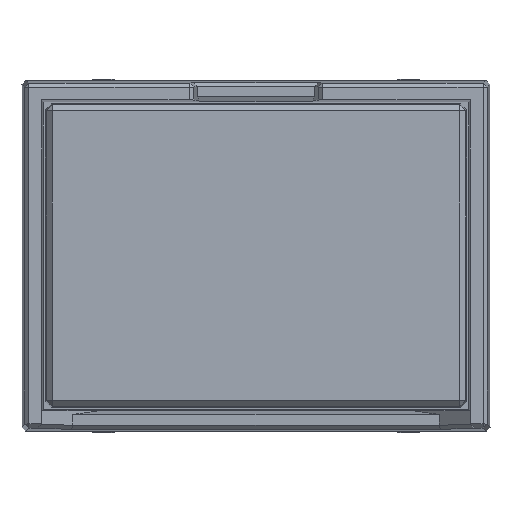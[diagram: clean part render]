
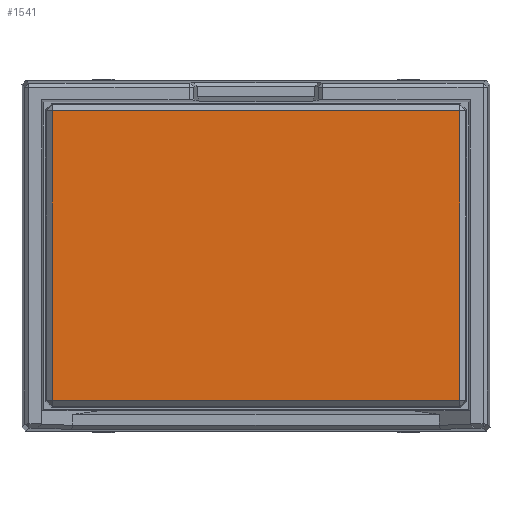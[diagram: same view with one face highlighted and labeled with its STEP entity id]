
A CAD part, top view. The second image highlights one B-rep face of the part: STEP entity #1541.
In plain terms, the highlighted face is planar.
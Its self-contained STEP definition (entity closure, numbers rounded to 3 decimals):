
#129 = VERTEX_POINT ( 'NONE', #12332 ) ;
#581 = VECTOR ( 'NONE', #5697, 1000. ) ;
#1236 = VECTOR ( 'NONE', #7750, 1000. ) ;
#1376 = CARTESIAN_POINT ( 'NONE',  ( 10.396, 0., 0. ) ) ;
#1541 = ADVANCED_FACE ( 'NONE', ( #3251 ), #7571, .F. ) ;
#2195 = DIRECTION ( 'NONE',  ( 0., -1., 0. ) ) ;
#2206 = EDGE_CURVE ( 'NONE', #129, #9594, #12708, .T. ) ;
#2970 = CARTESIAN_POINT ( 'NONE',  ( -10.396, 0., 0. ) ) ;
#3109 = CARTESIAN_POINT ( 'NONE',  ( 10.396, 0., 7.396 ) ) ;
#3241 = CARTESIAN_POINT ( 'NONE',  ( 0., 0., -7.396 ) ) ;
#3251 = FACE_OUTER_BOUND ( 'NONE', #6554, .T. ) ;
#3429 = CARTESIAN_POINT ( 'NONE',  ( 0., 0., 7.396 ) ) ;
#5623 = AXIS2_PLACEMENT_3D ( 'NONE', #11929, #2195, #6510 ) ;
#5697 = DIRECTION ( 'NONE',  ( 0., 0., 1. ) ) ;
#5765 = VERTEX_POINT ( 'NONE', #7726 ) ;
#6510 = DIRECTION ( 'NONE',  ( 0., 0., -1. ) ) ;
#6554 = EDGE_LOOP ( 'NONE', ( #7464, #10123, #9701, #10281 ) ) ;
#7292 = DIRECTION ( 'NONE',  ( 0., 0., -1. ) ) ;
#7464 = ORIENTED_EDGE ( 'NONE', *, *, #8824, .F. ) ;
#7564 = DIRECTION ( 'NONE',  ( 1., 0., 0. ) ) ;
#7571 = PLANE ( 'NONE',  #5623 ) ;
#7726 = CARTESIAN_POINT ( 'NONE',  ( 10.396, 0., -7.396 ) ) ;
#7750 = DIRECTION ( 'NONE',  ( 1., 0., 0. ) ) ;
#8059 = VERTEX_POINT ( 'NONE', #3109 ) ;
#8084 = EDGE_CURVE ( 'NONE', #9594, #5765, #12982, .T. ) ;
#8824 = EDGE_CURVE ( 'NONE', #5765, #8059, #11111, .T. ) ;
#9594 = VERTEX_POINT ( 'NONE', #12845 ) ;
#9701 = ORIENTED_EDGE ( 'NONE', *, *, #2206, .F. ) ;
#10123 = ORIENTED_EDGE ( 'NONE', *, *, #8084, .F. ) ;
#10281 = ORIENTED_EDGE ( 'NONE', *, *, #13092, .T. ) ;
#10617 = VECTOR ( 'NONE', #7292, 1000. ) ;
#11111 = LINE ( 'NONE', #1376, #581 ) ;
#11898 = VECTOR ( 'NONE', #7564, 1000. ) ;
#11929 = CARTESIAN_POINT ( 'NONE',  ( -10.396, 0., 7.396 ) ) ;
#12332 = CARTESIAN_POINT ( 'NONE',  ( -10.396, 0., 7.396 ) ) ;
#12708 = LINE ( 'NONE', #2970, #10617 ) ;
#12845 = CARTESIAN_POINT ( 'NONE',  ( -10.396, 0., -7.396 ) ) ;
#12982 = LINE ( 'NONE', #3241, #11898 ) ;
#13092 = EDGE_CURVE ( 'NONE', #129, #8059, #13172, .T. ) ;
#13172 = LINE ( 'NONE', #3429, #1236 ) ;
